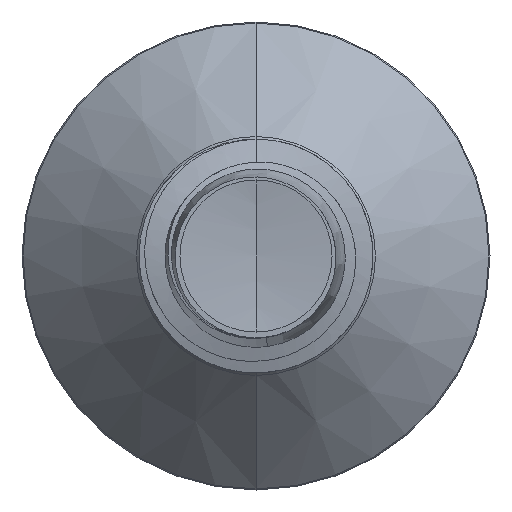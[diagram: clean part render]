
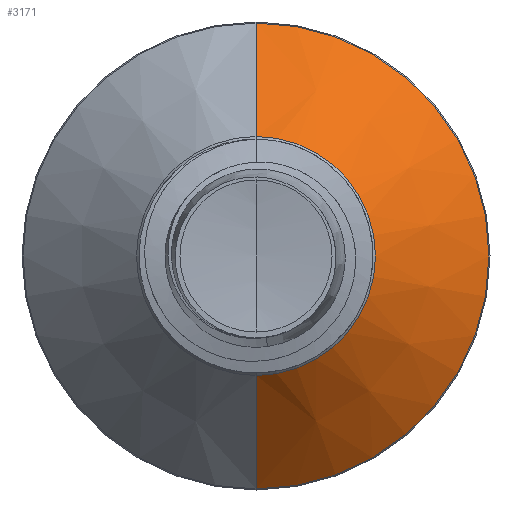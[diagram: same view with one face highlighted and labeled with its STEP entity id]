
A CAD part, front view. The second image highlights one B-rep face of the part: STEP entity #3171.
In plain terms, the highlighted conical face has half-angle 45 degrees and reference radius 2.042 mm.
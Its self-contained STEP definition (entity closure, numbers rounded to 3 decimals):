
#1737 = EDGE_CURVE ( 'NONE', #8025, #7612, #4385, .T. ) ;
#1874 = AXIS2_PLACEMENT_3D ( 'NONE', #8711, #8695, #8694 ) ;
#2274 = DIRECTION ( 'NONE',  ( 0., 0., 1. ) ) ;
#2278 = DIRECTION ( 'NONE',  ( 0., 1., 0. ) ) ;
#2298 = CARTESIAN_POINT ( 'NONE',  ( 0., 2.342, 0. ) ) ;
#3047 = CARTESIAN_POINT ( 'NONE',  ( 0., 2.342, 2.042 ) ) ;
#3171 = ADVANCED_FACE ( 'NONE', ( #11104 ), #9204, .T. ) ;
#4168 = CIRCLE ( 'NONE', #1874, 3.982 ) ;
#4385 = CIRCLE ( 'NONE', #6581, 2.042 ) ;
#5925 = DIRECTION ( 'NONE',  ( 0., 1., 0. ) ) ;
#5985 = AXIS2_PLACEMENT_3D ( 'NONE', #2298, #2278, #2274 ) ;
#6471 = VECTOR ( 'NONE', #11929, 1000. ) ;
#6581 = AXIS2_PLACEMENT_3D ( 'NONE', #7699, #5925, #7163 ) ;
#7163 = DIRECTION ( 'NONE',  ( 0., 0., 1. ) ) ;
#7298 = ORIENTED_EDGE ( 'NONE', *, *, #8617, .F. ) ;
#7564 = DIRECTION ( 'NONE',  ( 0., 0.707, -0.707 ) ) ;
#7591 = CARTESIAN_POINT ( 'NONE',  ( 0., 2.342, -2.042 ) ) ;
#7612 = VERTEX_POINT ( 'NONE', #8248 ) ;
#7699 = CARTESIAN_POINT ( 'NONE',  ( 0., 2.342, 0. ) ) ;
#8025 = VERTEX_POINT ( 'NONE', #3047 ) ;
#8154 = ORIENTED_EDGE ( 'NONE', *, *, #1737, .T. ) ;
#8248 = CARTESIAN_POINT ( 'NONE',  ( 0., 2.342, -2.042 ) ) ;
#8314 = CARTESIAN_POINT ( 'NONE',  ( 0., 2.342, 2.042 ) ) ;
#8396 = CARTESIAN_POINT ( 'NONE',  ( 0., 4.282, 3.982 ) ) ;
#8401 = LINE ( 'NONE', #8314, #6471 ) ;
#8617 = EDGE_CURVE ( 'NONE', #8025, #10329, #8401, .T. ) ;
#8694 = DIRECTION ( 'NONE',  ( 0., 0., 1. ) ) ;
#8695 = DIRECTION ( 'NONE',  ( 0., 1., 0. ) ) ;
#8711 = CARTESIAN_POINT ( 'NONE',  ( 0., 4.282, 0. ) ) ;
#8859 = EDGE_CURVE ( 'NONE', #7612, #9216, #10757, .T. ) ;
#9027 = CARTESIAN_POINT ( 'NONE',  ( 0., 4.282, -3.982 ) ) ;
#9073 = EDGE_CURVE ( 'NONE', #10329, #9216, #4168, .T. ) ;
#9190 = VECTOR ( 'NONE', #7564, 1000. ) ;
#9204 = CONICAL_SURFACE ( 'NONE', #5985, 2.042, 0.785 ) ;
#9216 = VERTEX_POINT ( 'NONE', #9027 ) ;
#9505 = ORIENTED_EDGE ( 'NONE', *, *, #8859, .T. ) ;
#10329 = VERTEX_POINT ( 'NONE', #8396 ) ;
#10757 = LINE ( 'NONE', #7591, #9190 ) ;
#10996 = ORIENTED_EDGE ( 'NONE', *, *, #9073, .F. ) ;
#11104 = FACE_OUTER_BOUND ( 'NONE', #11817, .T. ) ;
#11817 = EDGE_LOOP ( 'NONE', ( #8154, #9505, #10996, #7298 ) ) ;
#11929 = DIRECTION ( 'NONE',  ( 0., 0.707, 0.707 ) ) ;
